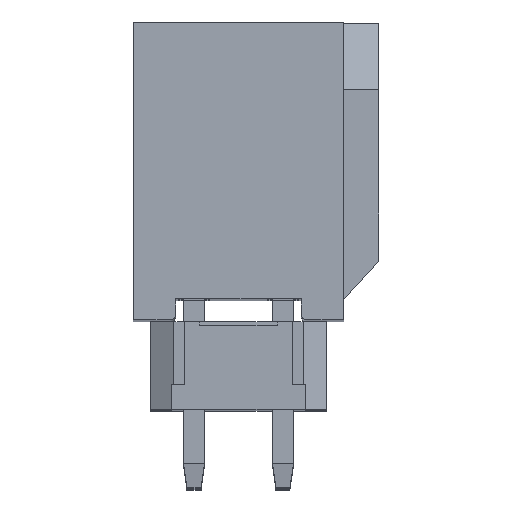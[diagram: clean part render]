
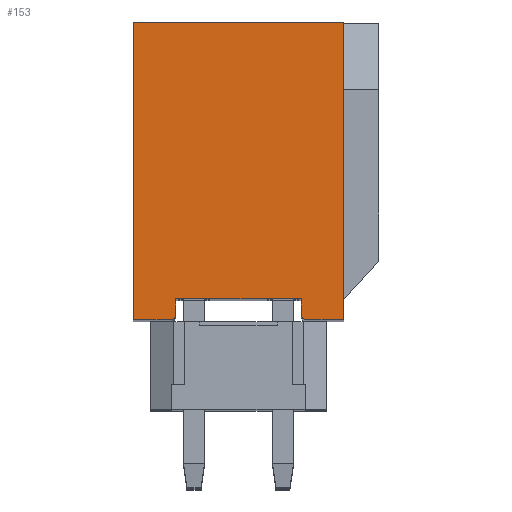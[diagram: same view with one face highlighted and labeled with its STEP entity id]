
A CAD part, top view. The second image highlights one B-rep face of the part: STEP entity #153.
In plain terms, the highlighted planar face has unit normal (0, 0, 1).
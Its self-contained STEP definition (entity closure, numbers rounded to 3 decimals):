
#30=CARTESIAN_POINT('',(-15.708,4.25,42.11));
#31=DIRECTION('',(1.,0.,0.));
#32=DIRECTION('',(0.,0.,1.));
#33=AXIS2_PLACEMENT_3D('',#30,#32,#31);
#34=PLANE('',#33);
#35=CARTESIAN_POINT('',(-13.763,0.,42.11));
#36=VERTEX_POINT('',#35);
#37=CARTESIAN_POINT('',(-12.708,0.,42.11));
#38=VERTEX_POINT('',#37);
#39=CARTESIAN_POINT('',(-13.763,0.,42.11));
#40=CARTESIAN_POINT('',(-13.552,0.,42.11));
#41=CARTESIAN_POINT('',(-13.341,0.,42.11));
#42=CARTESIAN_POINT('',(-13.13,0.,42.11));
#43=CARTESIAN_POINT('',(-12.919,0.,42.11));
#44=CARTESIAN_POINT('',(-12.708,0.,42.11));
#45=B_SPLINE_CURVE_WITH_KNOTS('',5,(#39,#40,#41,#42,#43,#44),.UNSPECIFIED.,.F.,.U.,(6,6),(0.,1.055),.UNSPECIFIED.);
#46=EDGE_CURVE('',#36,#38,#45,.T.);
#47=ORIENTED_EDGE('',*,*,#46,.T.);
#48=CARTESIAN_POINT('',(-12.708,8.5,42.11));
#49=VERTEX_POINT('',#48);
#50=CARTESIAN_POINT('',(-12.708,0.,42.11));
#51=CARTESIAN_POINT('',(-12.708,1.7,42.11));
#52=CARTESIAN_POINT('',(-12.708,3.4,42.11));
#53=CARTESIAN_POINT('',(-12.708,5.1,42.11));
#54=CARTESIAN_POINT('',(-12.708,6.8,42.11));
#55=CARTESIAN_POINT('',(-12.708,8.5,42.11));
#56=B_SPLINE_CURVE_WITH_KNOTS('',5,(#50,#51,#52,#53,#54,#55),.UNSPECIFIED.,.F.,.U.,(6,6),(0.,8.5),.UNSPECIFIED.);
#57=EDGE_CURVE('',#38,#49,#56,.T.);
#58=ORIENTED_EDGE('',*,*,#57,.T.);
#59=CARTESIAN_POINT('',(-18.708,8.5,42.11));
#60=VERTEX_POINT('',#59);
#61=CARTESIAN_POINT('',(-12.708,8.5,42.11));
#62=CARTESIAN_POINT('',(-13.908,8.5,42.11));
#63=CARTESIAN_POINT('',(-15.108,8.5,42.11));
#64=CARTESIAN_POINT('',(-16.308,8.5,42.11));
#65=CARTESIAN_POINT('',(-17.508,8.5,42.11));
#66=CARTESIAN_POINT('',(-18.708,8.5,42.11));
#67=B_SPLINE_CURVE_WITH_KNOTS('',5,(#61,#62,#63,#64,#65,#66),.UNSPECIFIED.,.F.,.U.,(6,6),(0.,6.),.UNSPECIFIED.);
#68=EDGE_CURVE('',#49,#60,#67,.T.);
#69=ORIENTED_EDGE('',*,*,#68,.T.);
#70=CARTESIAN_POINT('',(-18.708,0.,42.11));
#71=VERTEX_POINT('',#70);
#72=CARTESIAN_POINT('',(-18.708,8.5,42.11));
#73=CARTESIAN_POINT('',(-18.708,6.8,42.11));
#74=CARTESIAN_POINT('',(-18.708,5.1,42.11));
#75=CARTESIAN_POINT('',(-18.708,3.4,42.11));
#76=CARTESIAN_POINT('',(-18.708,1.7,42.11));
#77=CARTESIAN_POINT('',(-18.708,0.,42.11));
#78=B_SPLINE_CURVE_WITH_KNOTS('',5,(#72,#73,#74,#75,#76,#77),.UNSPECIFIED.,.F.,.U.,(6,6),(0.,8.5),.UNSPECIFIED.);
#79=EDGE_CURVE('',#60,#71,#78,.T.);
#80=ORIENTED_EDGE('',*,*,#79,.T.);
#81=CARTESIAN_POINT('',(-17.653,0.,42.11));
#82=VERTEX_POINT('',#81);
#83=CARTESIAN_POINT('',(-17.653,0.,42.11));
#84=CARTESIAN_POINT('',(-17.864,0.,42.11));
#85=CARTESIAN_POINT('',(-18.075,0.,42.11));
#86=CARTESIAN_POINT('',(-18.286,0.,42.11));
#87=CARTESIAN_POINT('',(-18.497,0.,42.11));
#88=CARTESIAN_POINT('',(-18.708,0.,42.11));
#89=B_SPLINE_CURVE_WITH_KNOTS('',5,(#83,#84,#85,#86,#87,#88),.UNSPECIFIED.,.F.,.U.,(6,6),(0.,1.055),.UNSPECIFIED.);
#90=EDGE_CURVE('',#82,#71,#89,.T.);
#91=ORIENTED_EDGE('',*,*,#90,.F.);
#92=CARTESIAN_POINT('',(-17.503,0.15,42.11));
#93=VERTEX_POINT('',#92);
#94=CARTESIAN_POINT('',(-17.653,0.,42.11));
#95=CARTESIAN_POINT('',(-17.63,0.,42.11));
#96=CARTESIAN_POINT('',(-17.606,0.005,42.11));
#97=CARTESIAN_POINT('',(-17.584,0.014,42.11));
#98=CARTESIAN_POINT('',(-17.544,0.041,42.11));
#99=CARTESIAN_POINT('',(-17.517,0.081,42.11));
#100=CARTESIAN_POINT('',(-17.508,0.103,42.11));
#101=CARTESIAN_POINT('',(-17.503,0.126,42.11));
#102=CARTESIAN_POINT('',(-17.503,0.15,42.11));
#103=B_SPLINE_CURVE_WITH_KNOTS('',5,(#94,#95,#96,#97,#98,#99,#100,#101,#102),.UNSPECIFIED.,.F.,.U.,(6,3,6),(0.,0.785,1.571),.UNSPECIFIED.);
#104=EDGE_CURVE('',#82,#93,#103,.T.);
#105=ORIENTED_EDGE('',*,*,#104,.T.);
#106=CARTESIAN_POINT('',(-17.503,0.6,42.11));
#107=VERTEX_POINT('',#106);
#108=CARTESIAN_POINT('',(-17.503,0.15,42.11));
#109=CARTESIAN_POINT('',(-17.503,0.24,42.11));
#110=CARTESIAN_POINT('',(-17.503,0.33,42.11));
#111=CARTESIAN_POINT('',(-17.503,0.42,42.11));
#112=CARTESIAN_POINT('',(-17.503,0.51,42.11));
#113=CARTESIAN_POINT('',(-17.503,0.6,42.11));
#114=B_SPLINE_CURVE_WITH_KNOTS('',5,(#108,#109,#110,#111,#112,#113),.UNSPECIFIED.,.F.,.U.,(6,6),(0.,0.45),.UNSPECIFIED.);
#115=EDGE_CURVE('',#93,#107,#114,.T.);
#116=ORIENTED_EDGE('',*,*,#115,.T.);
#117=CARTESIAN_POINT('',(-13.913,0.6,42.11));
#118=VERTEX_POINT('',#117);
#119=CARTESIAN_POINT('',(-17.503,0.6,42.11));
#120=CARTESIAN_POINT('',(-16.785,0.6,42.11));
#121=CARTESIAN_POINT('',(-16.067,0.6,42.11));
#122=CARTESIAN_POINT('',(-15.349,0.6,42.11));
#123=CARTESIAN_POINT('',(-14.631,0.6,42.11));
#124=CARTESIAN_POINT('',(-13.913,0.6,42.11));
#125=B_SPLINE_CURVE_WITH_KNOTS('',5,(#119,#120,#121,#122,#123,#124),.UNSPECIFIED.,.F.,.U.,(6,6),(0.,3.59),.UNSPECIFIED.);
#126=EDGE_CURVE('',#107,#118,#125,.T.);
#127=ORIENTED_EDGE('',*,*,#126,.T.);
#128=CARTESIAN_POINT('',(-13.913,0.15,42.11));
#129=VERTEX_POINT('',#128);
#130=CARTESIAN_POINT('',(-13.913,0.6,42.11));
#131=CARTESIAN_POINT('',(-13.913,0.51,42.11));
#132=CARTESIAN_POINT('',(-13.913,0.42,42.11));
#133=CARTESIAN_POINT('',(-13.913,0.33,42.11));
#134=CARTESIAN_POINT('',(-13.913,0.24,42.11));
#135=CARTESIAN_POINT('',(-13.913,0.15,42.11));
#136=B_SPLINE_CURVE_WITH_KNOTS('',5,(#130,#131,#132,#133,#134,#135),.UNSPECIFIED.,.F.,.U.,(6,6),(0.,0.45),.UNSPECIFIED.);
#137=EDGE_CURVE('',#118,#129,#136,.T.);
#138=ORIENTED_EDGE('',*,*,#137,.T.);
#139=CARTESIAN_POINT('',(-13.913,0.15,42.11));
#140=CARTESIAN_POINT('',(-13.913,0.126,42.11));
#141=CARTESIAN_POINT('',(-13.909,0.103,42.11));
#142=CARTESIAN_POINT('',(-13.899,0.081,42.11));
#143=CARTESIAN_POINT('',(-13.873,0.041,42.11));
#144=CARTESIAN_POINT('',(-13.833,0.014,42.11));
#145=CARTESIAN_POINT('',(-13.81,0.005,42.11));
#146=CARTESIAN_POINT('',(-13.787,0.,42.11));
#147=CARTESIAN_POINT('',(-13.763,0.,42.11));
#148=B_SPLINE_CURVE_WITH_KNOTS('',5,(#139,#140,#141,#142,#143,#144,#145,#146,#147),.UNSPECIFIED.,.F.,.U.,(6,3,6),(0.,0.785,1.571),.UNSPECIFIED.);
#149=EDGE_CURVE('',#129,#36,#148,.T.);
#150=ORIENTED_EDGE('',*,*,#149,.T.);
#151=EDGE_LOOP('',(#47,#58,#69,#80,#91,#105,#116,#127,#138,#150));
#152=FACE_OUTER_BOUND('',#151,.T.);
#153=ADVANCED_FACE('',(#152),#34,.T.);
